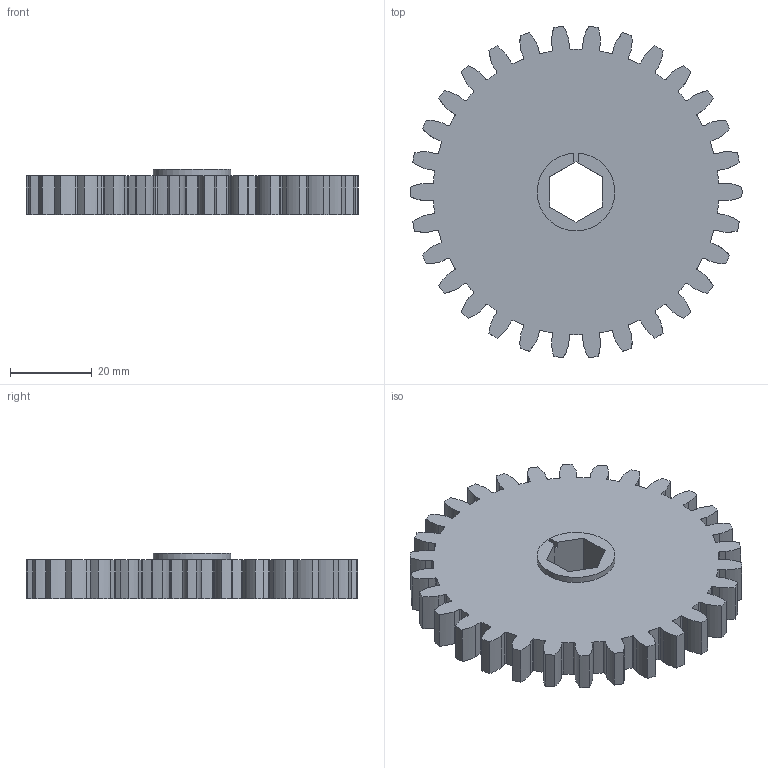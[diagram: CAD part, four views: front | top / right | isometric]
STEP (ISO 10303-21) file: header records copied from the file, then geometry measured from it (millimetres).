
FILE_DESCRIPTION(/* description */ (''),/* implementation_level */ '2;1');
FILE_NAME(/* name */ '30T 10DP Spur Gear.step',/* time_stamp */ '2024-08-02T21:22:42-04:00',/* author */ (''),/* organization */ (''),/* preprocessor_version */ 'ST-DEVELOPER v20',/* originating_system */ 'Autodesk Translation Framework v13.14.0.145',/* authorisation */ '');
FILE_SCHEMA (('AUTOMOTIVE_DESIGN { 1 0 10303 214 3 1 1 }'));
Length unit declared in the file: millimetre
Products named in the file (2): 30T 10DP Spur Gear; Spur Gear (30 teeth)
Assembly tree (1 placements, depth 2):
  30T 10DP Spur Gear
    Spur Gear (30 teeth)
Bounding box: 81.28 x 81.04 x 11.08 mm (x, y, z)
Volume: 41581.7 mm3; surface area: 14130.7 mm2
Topology: 1 solids, 1 shells, 252 faces, 750 edges, 500 vertices
Faces by surface type: cylinder 121, plane 71, bspline 60
Entity records: 25793 total; most frequent: CARTESIAN_POINT 19325, ORIENTED_EDGE 1500, DIRECTION 1262, EDGE_CURVE 750, VERTEX_POINT 500, AXIS2_PLACEMENT_3D 437, LINE 388, VECTOR 388
